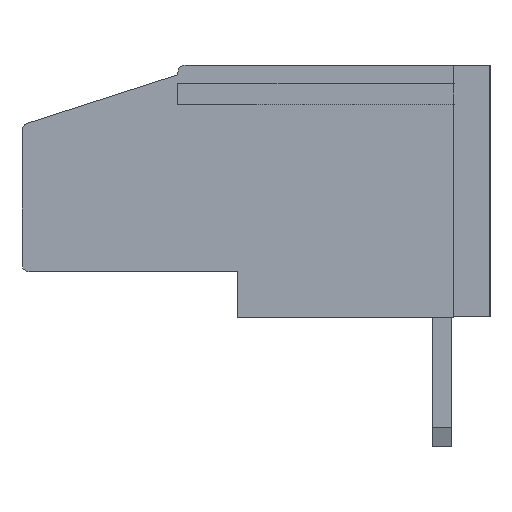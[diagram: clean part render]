
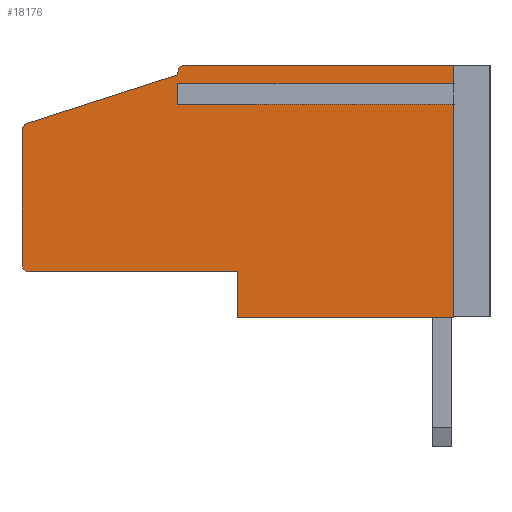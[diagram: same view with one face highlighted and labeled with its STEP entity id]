
A CAD part, left-side view. The second image highlights one B-rep face of the part: STEP entity #18176.
In plain terms, the highlighted planar face has unit normal (-1, 0, 0).
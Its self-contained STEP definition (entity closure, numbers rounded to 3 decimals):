
#1023 = ORIENTED_EDGE ( 'NONE', *, *, #3605, .T. ) ;
#1342 = CARTESIAN_POINT ( 'NONE',  ( 0., 19.5, 0. ) ) ;
#2324 = ORIENTED_EDGE ( 'NONE', *, *, #12810, .F. ) ;
#2375 = VERTEX_POINT ( 'NONE', #5429 ) ;
#2459 = EDGE_CURVE ( 'NONE', #35389, #12766, #20043, .T. ) ;
#2969 = CARTESIAN_POINT ( 'NONE',  ( 0., 19.5, 1.9 ) ) ;
#2991 = ORIENTED_EDGE ( 'NONE', *, *, #8433, .F. ) ;
#2995 = DIRECTION ( 'NONE',  ( 0., 0., -1. ) ) ;
#3159 = CARTESIAN_POINT ( 'NONE',  ( 0., 19.2, 2.2 ) ) ;
#3605 = EDGE_CURVE ( 'NONE', #12290, #28720, #26064, .T. ) ;
#4079 = CARTESIAN_POINT ( 'NONE',  ( 0., 13., 10.1 ) ) ;
#4289 = AXIS2_PLACEMENT_3D ( 'NONE', #13019, #24161, #32459 ) ;
#5193 = ORIENTED_EDGE ( 'NONE', *, *, #9713, .T. ) ;
#5429 = CARTESIAN_POINT ( 'NONE',  ( 0., 13., 10.2 ) ) ;
#5472 = DIRECTION ( 'NONE',  ( 0., 1., 0. ) ) ;
#5764 = EDGE_CURVE ( 'NONE', #34978, #26229, #20440, .T. ) ;
#6604 = CIRCLE ( 'NONE', #4289, 0.3 ) ;
#6613 = LINE ( 'NONE', #20480, #7424 ) ;
#6832 = DIRECTION ( 'NONE',  ( 0., 0., 1. ) ) ;
#6969 = CARTESIAN_POINT ( 'NONE',  ( 0., 13., 9.098 ) ) ;
#6980 = VECTOR ( 'NONE', #20016, 1000. ) ;
#7424 = VECTOR ( 'NONE', #22834, 1000. ) ;
#8056 = ORIENTED_EDGE ( 'NONE', *, *, #10684, .F. ) ;
#8315 = EDGE_CURVE ( 'NONE', #29291, #2375, #6604, .T. ) ;
#8433 = EDGE_CURVE ( 'NONE', #12290, #25169, #20682, .T. ) ;
#8603 = VECTOR ( 'NONE', #8734, 1000. ) ;
#8734 = DIRECTION ( 'NONE',  ( 0., 0., -1. ) ) ;
#9105 = EDGE_CURVE ( 'NONE', #25169, #12766, #32733, .T. ) ;
#9132 = DIRECTION ( 'NONE',  ( 0., -1., 0. ) ) ;
#9713 = EDGE_CURVE ( 'NONE', #22731, #35454, #18686, .T. ) ;
#10182 = CARTESIAN_POINT ( 'NONE',  ( 0., 19.5, 2.2 ) ) ;
#10311 = CARTESIAN_POINT ( 'NONE',  ( 0., 13., 10.1 ) ) ;
#10657 = VECTOR ( 'NONE', #6832, 1000. ) ;
#10684 = EDGE_CURVE ( 'NONE', #26229, #28720, #26326, .T. ) ;
#10847 = ORIENTED_EDGE ( 'NONE', *, *, #8315, .T. ) ;
#11123 = LINE ( 'NONE', #35475, #18369 ) ;
#11636 = DIRECTION ( 'NONE',  ( 0., 0., -1. ) ) ;
#11832 = ORIENTED_EDGE ( 'NONE', *, *, #16363, .F. ) ;
#11851 = CARTESIAN_POINT ( 'NONE',  ( 0., 1.5, 10.5 ) ) ;
#12290 = VERTEX_POINT ( 'NONE', #30706 ) ;
#12751 = ORIENTED_EDGE ( 'NONE', *, *, #9105, .F. ) ;
#12766 = VERTEX_POINT ( 'NONE', #24610 ) ;
#12810 = EDGE_CURVE ( 'NONE', #28513, #17999, #11123, .T. ) ;
#13019 = CARTESIAN_POINT ( 'NONE',  ( 0., 12.7, 10.2 ) ) ;
#13589 = CARTESIAN_POINT ( 'NONE',  ( 0., 1.5, 10.5 ) ) ;
#13858 = DIRECTION ( 'NONE',  ( 0., 0., -1. ) ) ;
#14146 = ORIENTED_EDGE ( 'NONE', *, *, #17842, .F. ) ;
#14174 = LINE ( 'NONE', #28928, #8603 ) ;
#14858 = DIRECTION ( 'NONE',  ( 0., 0., 1. ) ) ;
#15400 = CARTESIAN_POINT ( 'NONE',  ( 0., 13., 9.098 ) ) ;
#15726 = EDGE_CURVE ( 'NONE', #29291, #30707, #6613, .T. ) ;
#16266 = DIRECTION ( 'NONE',  ( 1., 0., 0. ) ) ;
#16363 = EDGE_CURVE ( 'NONE', #22731, #34978, #14174, .T. ) ;
#16651 = VERTEX_POINT ( 'NONE', #28047 ) ;
#17090 = VECTOR ( 'NONE', #5472, 1000. ) ;
#17612 = LINE ( 'NONE', #26166, #19192 ) ;
#17842 = EDGE_CURVE ( 'NONE', #35389, #16651, #17612, .T. ) ;
#17854 = CARTESIAN_POINT ( 'NONE',  ( 0., 19.2, 7.782 ) ) ;
#17999 = VERTEX_POINT ( 'NONE', #10311 ) ;
#18176 = ADVANCED_FACE ( 'NONE', ( #23962 ), #32243, .F. ) ;
#18336 = ORIENTED_EDGE ( 'NONE', *, *, #35247, .T. ) ;
#18369 = VECTOR ( 'NONE', #22428, 1000. ) ;
#18499 = CARTESIAN_POINT ( 'NONE',  ( 0., 19.5, 10.5 ) ) ;
#18667 = CARTESIAN_POINT ( 'NONE',  ( 0., 1.5, 0. ) ) ;
#18686 = LINE ( 'NONE', #24147, #31652 ) ;
#19192 = VECTOR ( 'NONE', #14858, 1000. ) ;
#19567 = VECTOR ( 'NONE', #23930, 1000. ) ;
#19709 = AXIS2_PLACEMENT_3D ( 'NONE', #18499, #16266, #11636 ) ;
#19972 = CARTESIAN_POINT ( 'NONE',  ( 0., 12.7, 10.5 ) ) ;
#20016 = DIRECTION ( 'NONE',  ( 0., 0., -1. ) ) ;
#20043 = CIRCLE ( 'NONE', #22939, 0.3 ) ;
#20440 = LINE ( 'NONE', #6969, #26542 ) ;
#20480 = CARTESIAN_POINT ( 'NONE',  ( 0., 19.5, 10.5 ) ) ;
#20682 = LINE ( 'NONE', #29000, #10657 ) ;
#20926 = CARTESIAN_POINT ( 'NONE',  ( 0., 10.5, 1.9 ) ) ;
#22428 = DIRECTION ( 'NONE',  ( 0., -0.952, 0.307 ) ) ;
#22731 = VERTEX_POINT ( 'NONE', #34826 ) ;
#22834 = DIRECTION ( 'NONE',  ( 0., -1., 0. ) ) ;
#22939 = AXIS2_PLACEMENT_3D ( 'NONE', #3159, #27681, #13858 ) ;
#22975 = DIRECTION ( 'NONE',  ( 0., -1., 0. ) ) ;
#23094 = EDGE_CURVE ( 'NONE', #30707, #35454, #25433, .T. ) ;
#23667 = VECTOR ( 'NONE', #31552, 1000. ) ;
#23930 = DIRECTION ( 'NONE',  ( 0., 0., 1. ) ) ;
#23962 = FACE_OUTER_BOUND ( 'NONE', #34537, .T. ) ;
#24147 = CARTESIAN_POINT ( 'NONE',  ( 0., 13., 9.502 ) ) ;
#24161 = DIRECTION ( 'NONE',  ( -1., 0., 0. ) ) ;
#24610 = CARTESIAN_POINT ( 'NONE',  ( 0., 19.2, 1.9 ) ) ;
#24842 = ORIENTED_EDGE ( 'NONE', *, *, #15726, .F. ) ;
#25169 = VERTEX_POINT ( 'NONE', #20926 ) ;
#25433 = LINE ( 'NONE', #13589, #6980 ) ;
#26064 = LINE ( 'NONE', #1342, #32259 ) ;
#26166 = CARTESIAN_POINT ( 'NONE',  ( 0., 19.5, 10.5 ) ) ;
#26229 = VERTEX_POINT ( 'NONE', #33237 ) ;
#26326 = LINE ( 'NONE', #31744, #23667 ) ;
#26542 = VECTOR ( 'NONE', #22975, 1000. ) ;
#26762 = ORIENTED_EDGE ( 'NONE', *, *, #34584, .F. ) ;
#27049 = CARTESIAN_POINT ( 'NONE',  ( 0., 19.292, 8.067 ) ) ;
#27539 = ORIENTED_EDGE ( 'NONE', *, *, #2459, .T. ) ;
#27681 = DIRECTION ( 'NONE',  ( -1., 0., 0. ) ) ;
#27692 = DIRECTION ( 'NONE',  ( -1., 0., 0. ) ) ;
#28047 = CARTESIAN_POINT ( 'NONE',  ( 0., 19.5, 7.782 ) ) ;
#28224 = CIRCLE ( 'NONE', #35762, 0.3 ) ;
#28513 = VERTEX_POINT ( 'NONE', #27049 ) ;
#28720 = VERTEX_POINT ( 'NONE', #18667 ) ;
#28928 = CARTESIAN_POINT ( 'NONE',  ( 0., 13., 9.502 ) ) ;
#29000 = CARTESIAN_POINT ( 'NONE',  ( 0., 10.5, 1.9 ) ) ;
#29291 = VERTEX_POINT ( 'NONE', #19972 ) ;
#30706 = CARTESIAN_POINT ( 'NONE',  ( 0., 10.5, 0. ) ) ;
#30707 = VERTEX_POINT ( 'NONE', #11851 ) ;
#31120 = ORIENTED_EDGE ( 'NONE', *, *, #23094, .F. ) ;
#31552 = DIRECTION ( 'NONE',  ( 0., 0., -1. ) ) ;
#31652 = VECTOR ( 'NONE', #32265, 1000. ) ;
#31744 = CARTESIAN_POINT ( 'NONE',  ( 0., 1.5, 10.5 ) ) ;
#32243 = PLANE ( 'NONE',  #19709 ) ;
#32259 = VECTOR ( 'NONE', #9132, 1000. ) ;
#32265 = DIRECTION ( 'NONE',  ( 0., -1., 0. ) ) ;
#32459 = DIRECTION ( 'NONE',  ( 0., 0., -1. ) ) ;
#32733 = LINE ( 'NONE', #2969, #17090 ) ;
#33237 = CARTESIAN_POINT ( 'NONE',  ( 0., 1.5, 9.098 ) ) ;
#34232 = LINE ( 'NONE', #4079, #19567 ) ;
#34537 = EDGE_LOOP ( 'NONE', ( #14146, #27539, #12751, #2991, #1023, #8056, #34967, #11832, #5193, #31120, #24842, #10847, #26762, #2324, #18336 ) ) ;
#34584 = EDGE_CURVE ( 'NONE', #17999, #2375, #34232, .T. ) ;
#34826 = CARTESIAN_POINT ( 'NONE',  ( 0., 13., 9.502 ) ) ;
#34967 = ORIENTED_EDGE ( 'NONE', *, *, #5764, .F. ) ;
#34978 = VERTEX_POINT ( 'NONE', #15400 ) ;
#35247 = EDGE_CURVE ( 'NONE', #28513, #16651, #28224, .T. ) ;
#35261 = CARTESIAN_POINT ( 'NONE',  ( 0., 1.5, 9.502 ) ) ;
#35389 = VERTEX_POINT ( 'NONE', #10182 ) ;
#35454 = VERTEX_POINT ( 'NONE', #35261 ) ;
#35475 = CARTESIAN_POINT ( 'NONE',  ( 0., 19.5, 8. ) ) ;
#35762 = AXIS2_PLACEMENT_3D ( 'NONE', #17854, #27692, #2995 ) ;
